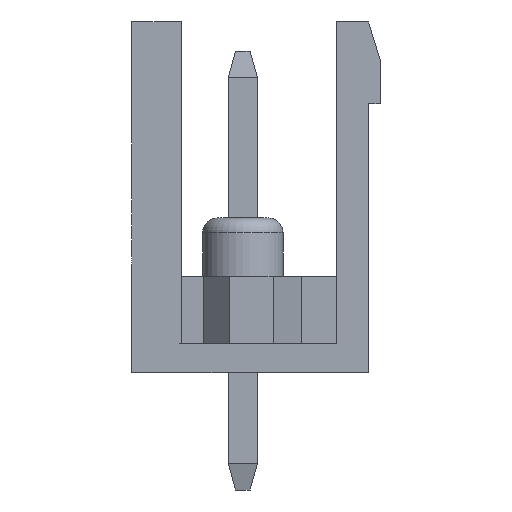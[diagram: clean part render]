
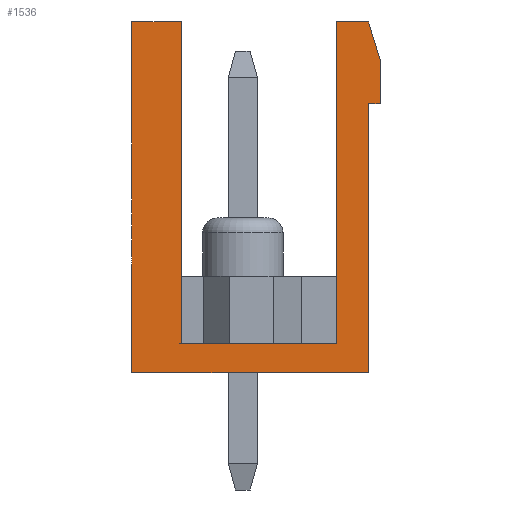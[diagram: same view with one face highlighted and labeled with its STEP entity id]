
A CAD part, left-side view. The second image highlights one B-rep face of the part: STEP entity #1536.
In plain terms, the highlighted planar face has unit normal (-1, 0, 0).
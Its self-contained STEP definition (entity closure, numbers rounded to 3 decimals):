
#1536 = ADVANCED_FACE( '', ( #3205 ), #3206, .F. );
#3205 = FACE_OUTER_BOUND( '', #5057, .T. );
#3206 = PLANE( '', #5058 );
#5057 = EDGE_LOOP( '', ( #9306, #9307, #9308, #9309, #9310, #9311, #9312, #9313, #9314, #9315, #9316 ) );
#5058 = AXIS2_PLACEMENT_3D( '', #9317, #9318, #9319 );
#9306 = ORIENTED_EDGE( '', *, *, #12733, .T. );
#9307 = ORIENTED_EDGE( '', *, *, #11970, .F. );
#9308 = ORIENTED_EDGE( '', *, *, #12172, .F. );
#9309 = ORIENTED_EDGE( '', *, *, #13259, .F. );
#9310 = ORIENTED_EDGE( '', *, *, #13260, .T. );
#9311 = ORIENTED_EDGE( '', *, *, #11550, .F. );
#9312 = ORIENTED_EDGE( '', *, *, #12931, .F. );
#9313 = ORIENTED_EDGE( '', *, *, #11804, .F. );
#9314 = ORIENTED_EDGE( '', *, *, #13261, .T. );
#9315 = ORIENTED_EDGE( '', *, *, #13075, .T. );
#9316 = ORIENTED_EDGE( '', *, *, #13262, .F. );
#9317 = CARTESIAN_POINT( '', ( -43.18, 0., 0. ) );
#9318 = DIRECTION( '', ( 1., 0., 0. ) );
#9319 = DIRECTION( '', ( 0., 0., -1. ) );
#11550 = EDGE_CURVE( '', #13891, #13892, #13893, .T. );
#11804 = EDGE_CURVE( '', #14351, #14352, #14353, .T. );
#11970 = EDGE_CURVE( '', #14639, #14640, #14641, .T. );
#12172 = EDGE_CURVE( '', #14982, #14639, #14984, .T. );
#12733 = EDGE_CURVE( '', #15853, #14640, #15854, .T. );
#12931 = EDGE_CURVE( '', #14352, #13891, #16133, .T. );
#13075 = EDGE_CURVE( '', #16342, #16343, #16344, .T. );
#13259 = EDGE_CURVE( '', #16575, #14982, #16576, .T. );
#13260 = EDGE_CURVE( '', #16575, #13892, #16577, .T. );
#13261 = EDGE_CURVE( '', #14351, #16342, #16578, .T. );
#13262 = EDGE_CURVE( '', #15853, #16343, #16579, .T. );
#13891 = VERTEX_POINT( '', #17340 );
#13892 = VERTEX_POINT( '', #17341 );
#13893 = LINE( '', #17342, #17343 );
#14351 = VERTEX_POINT( '', #17987 );
#14352 = VERTEX_POINT( '', #17988 );
#14353 = LINE( '', #17989, #17990 );
#14639 = VERTEX_POINT( '', #18408 );
#14640 = VERTEX_POINT( '', #18409 );
#14641 = LINE( '', #18410, #18411 );
#14982 = VERTEX_POINT( '', #18926 );
#14984 = LINE( '', #18929, #18930 );
#15853 = VERTEX_POINT( '', #20196 );
#15854 = LINE( '', #20197, #20198 );
#16133 = LINE( '', #20608, #20609 );
#16342 = VERTEX_POINT( '', #20930 );
#16343 = VERTEX_POINT( '', #20931 );
#16344 = LINE( '', #20932, #20933 );
#16575 = VERTEX_POINT( '', #21284 );
#16576 = LINE( '', #21285, #21286 );
#16577 = LINE( '', #21287, #21288 );
#16578 = LINE( '', #21289, #21290 );
#16579 = LINE( '', #21291, #21292 );
#17340 = CARTESIAN_POINT( '', ( -43.18, 4.05, 6. ) );
#17341 = CARTESIAN_POINT( '', ( -43.18, 2.35, 6. ) );
#17342 = CARTESIAN_POINT( '', ( -43.18, 4.05, 6. ) );
#17343 = VECTOR( '', #22082, 1000. );
#17987 = CARTESIAN_POINT( '', ( -43.18, -4.05, -6. ) );
#17988 = CARTESIAN_POINT( '', ( -43.18, 4.05, -6. ) );
#17989 = CARTESIAN_POINT( '', ( -43.18, -4.45, -6. ) );
#17990 = VECTOR( '', #22365, 1000. );
#18408 = CARTESIAN_POINT( '', ( -43.18, -2.95, 6. ) );
#18409 = CARTESIAN_POINT( '', ( -43.18, -4.05, 6. ) );
#18410 = CARTESIAN_POINT( '', ( -43.18, 4.05, 6. ) );
#18411 = VECTOR( '', #22507, 1000. );
#18926 = CARTESIAN_POINT( '', ( -43.18, -2.95, -5. ) );
#18929 = CARTESIAN_POINT( '', ( -43.18, -2.95, -5. ) );
#18930 = VECTOR( '', #22701, 1000. );
#20196 = CARTESIAN_POINT( '', ( -43.18, -4.45, 4.7 ) );
#20197 = CARTESIAN_POINT( '', ( -43.18, -4.45, 4.7 ) );
#20198 = VECTOR( '', #23204, 1000. );
#20608 = CARTESIAN_POINT( '', ( -43.18, 4.05, -6. ) );
#20609 = VECTOR( '', #23363, 1000. );
#20930 = CARTESIAN_POINT( '', ( -43.18, -4.05, 3.2 ) );
#20931 = CARTESIAN_POINT( '', ( -43.18, -4.45, 3.2 ) );
#20932 = CARTESIAN_POINT( '', ( -43.18, -4.05, 3.2 ) );
#20933 = VECTOR( '', #23488, 1000. );
#21284 = CARTESIAN_POINT( '', ( -43.18, 2.35, -5. ) );
#21285 = CARTESIAN_POINT( '', ( -43.18, 2.35, -5. ) );
#21286 = VECTOR( '', #23633, 1000. );
#21287 = CARTESIAN_POINT( '', ( -43.18, 2.35, -5. ) );
#21288 = VECTOR( '', #23634, 1000. );
#21289 = CARTESIAN_POINT( '', ( -43.18, -4.05, -6. ) );
#21290 = VECTOR( '', #23635, 1000. );
#21291 = CARTESIAN_POINT( '', ( -43.18, -4.45, 6. ) );
#21292 = VECTOR( '', #23636, 1000. );
#22082 = DIRECTION( '', ( 0., -1., 0. ) );
#22365 = DIRECTION( '', ( 0., 1., 0. ) );
#22507 = DIRECTION( '', ( 0., -1., 0. ) );
#22701 = DIRECTION( '', ( 0., 0., 1. ) );
#23204 = DIRECTION( '', ( 0., 0.294, 0.956 ) );
#23363 = DIRECTION( '', ( 0., 0., 1. ) );
#23488 = DIRECTION( '', ( 0., -1., 0. ) );
#23633 = DIRECTION( '', ( 0., -1., 0. ) );
#23634 = DIRECTION( '', ( 0., 0., 1. ) );
#23635 = DIRECTION( '', ( 0., 0., 1. ) );
#23636 = DIRECTION( '', ( 0., 0., -1. ) );
